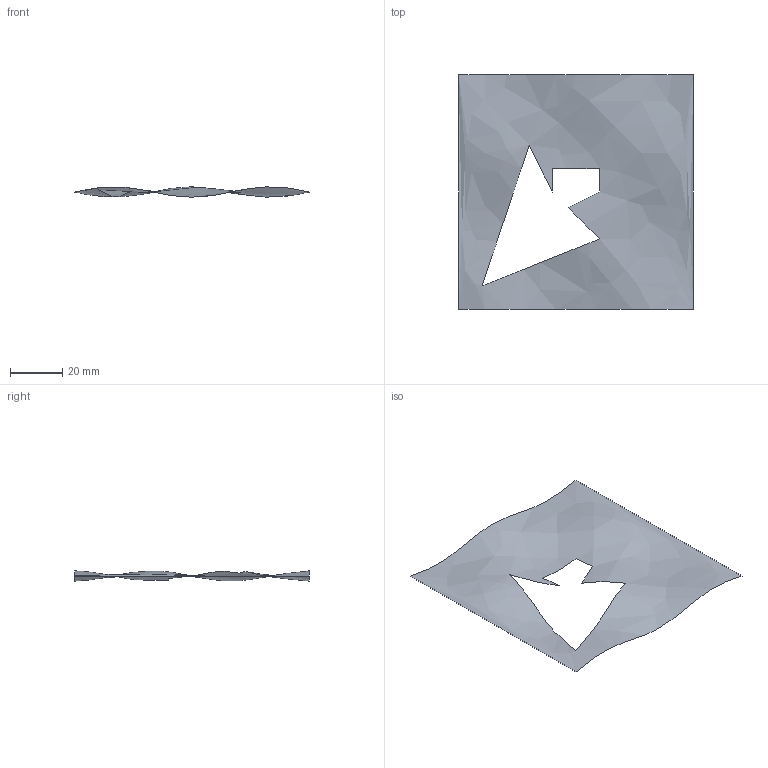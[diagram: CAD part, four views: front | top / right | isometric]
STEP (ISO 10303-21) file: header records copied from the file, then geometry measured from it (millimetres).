
FILE_DESCRIPTION(('Open CASCADE Model'),'2;1');
FILE_NAME('Open CASCADE Shape Model','2025-05-19T19:00:08',('Author'),( 'Open CASCADE'),'Open CASCADE STEP processor 7.8','Open CASCADE 7.8' ,'Unknown');
FILE_SCHEMA(('CONFIG_CONTROL_DESIGN'));
Length unit declared in the file: millimetre
Products named in the file (1): Open CASCADE STEP translator 7.8 3
Bounding box: 90 x 90 x 3.99 mm (x, y, z)
Surface area: 6958.2 mm2 (no closed solid volume)
Topology: 0 solids, 1 shells, 1 faces, 15 edges, 13 vertices
Faces by surface type: bspline 1
Entity records: 532 total; most frequent: CARTESIAN_POINT 357, DIRECTION 14, ORIENTED_EDGE 12, EDGE_CURVE 12, VERTEX_POINT 12, SURFACE_CURVE 12, B_SPLINE_CURVE_WITH_KNOTS 12, PCURVE 12
